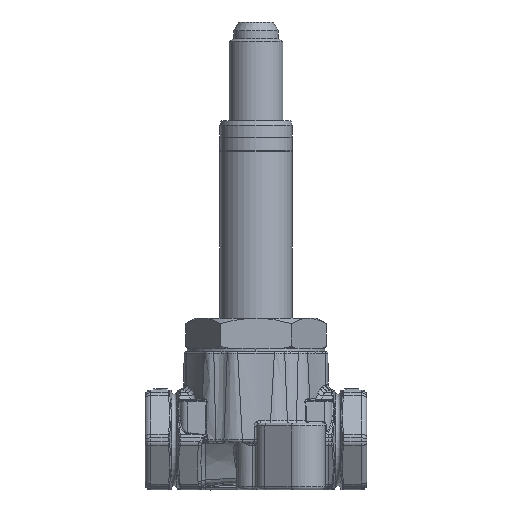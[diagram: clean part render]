
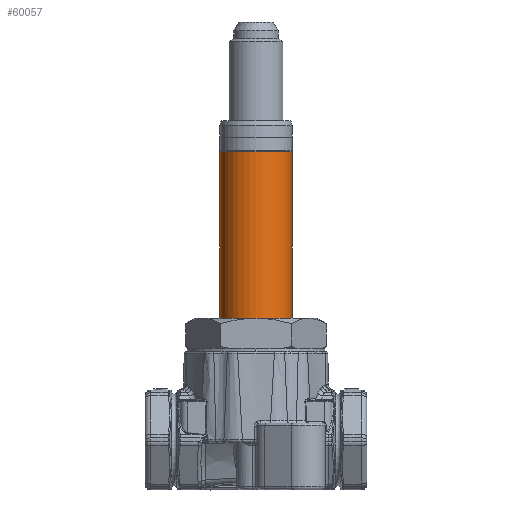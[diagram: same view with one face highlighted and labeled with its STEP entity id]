
A CAD part, top view. The second image highlights one B-rep face of the part: STEP entity #60057.
In plain terms, the highlighted cylindrical face has radius 6.5 mm (diameter 13 mm), a partial arc.
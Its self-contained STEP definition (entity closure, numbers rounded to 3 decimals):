
#59198=DIRECTION('',(0.,0.,-1.));
#59199=VECTOR('',#59198,30.1);
#59200=CARTESIAN_POINT('',(6.5,0.,26.95));
#59201=LINE('',#59200,#59199);
#59202=DIRECTION('',(0.,0.,1.));
#59203=VECTOR('',#59202,30.1);
#59204=CARTESIAN_POINT('',(-6.5,0.,-3.15));
#59205=LINE('',#59204,#59203);
#59206=CARTESIAN_POINT('',(0.,0.,-3.15));
#59207=DIRECTION('',(0.,0.,1.));
#59208=DIRECTION('',(1.,0.,0.));
#59209=AXIS2_PLACEMENT_3D('',#59206,#59207,#59208);
#59509=CARTESIAN_POINT('',(0.,0.,26.95));
#59510=DIRECTION('',(0.,0.,1.));
#59511=DIRECTION('',(1.,0.,0.));
#59512=AXIS2_PLACEMENT_3D('',#59509,#59510,#59511);
#59942=CARTESIAN_POINT('',(6.5,0.,-3.15));
#59943=CARTESIAN_POINT('',(-6.5,0.,-3.15));
#59944=VERTEX_POINT('',#59942);
#59945=VERTEX_POINT('',#59943);
#60017=CARTESIAN_POINT('',(-6.5,0.,26.95));
#60018=CARTESIAN_POINT('',(6.5,0.,26.95));
#60019=VERTEX_POINT('',#60017);
#60020=VERTEX_POINT('',#60018);
#60044=CARTESIAN_POINT('',(0.,0.,27.489));
#60045=DIRECTION('',(0.,0.,-1.));
#60046=DIRECTION('',(1.,0.,0.));
#60047=AXIS2_PLACEMENT_3D('',#60044,#60045,#60046);
#60048=CYLINDRICAL_SURFACE('',#60047,6.5);
#60049=ORIENTED_EDGE('',*,*,#60030,.F.);
#60051=ORIENTED_EDGE('',*,*,#60050,.F.);
#60052=ORIENTED_EDGE('',*,*,#60026,.F.);
#60054=ORIENTED_EDGE('',*,*,#60053,.T.);
#60055=EDGE_LOOP('',(#60049,#60051,#60052,#60054));
#60056=FACE_OUTER_BOUND('',#60055,.F.);
#59210=CIRCLE('',#59209,6.5);
#59513=CIRCLE('',#59512,6.5);
#60026=EDGE_CURVE('',#60020,#59944,#59201,.T.);
#60030=EDGE_CURVE('',#59945,#60019,#59205,.T.);
#60050=EDGE_CURVE('',#59944,#59945,#59210,.T.);
#60053=EDGE_CURVE('',#60020,#60019,#59513,.T.);
#60057=ADVANCED_FACE('',(#60056),#60048,.T.);
